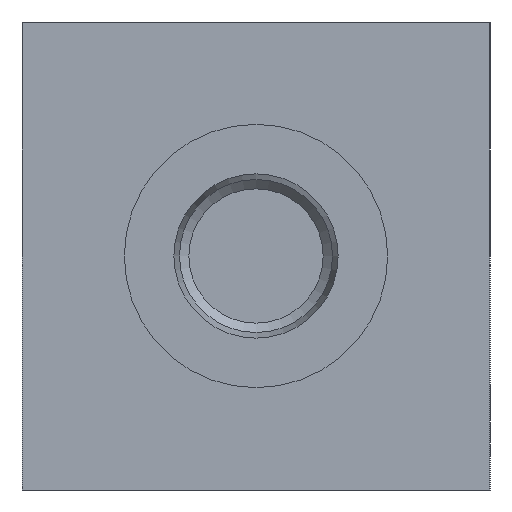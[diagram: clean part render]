
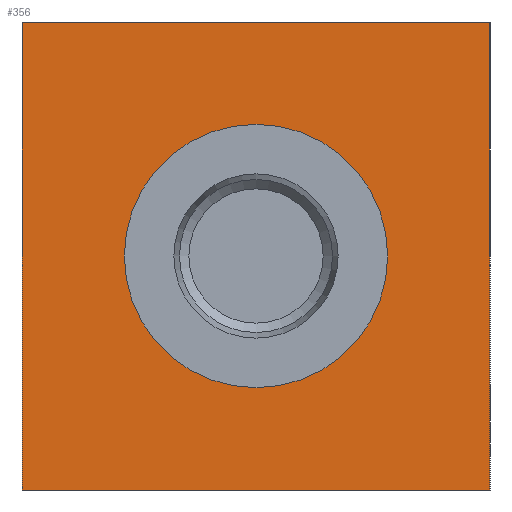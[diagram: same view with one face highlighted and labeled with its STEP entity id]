
A CAD part, left-side view. The second image highlights one B-rep face of the part: STEP entity #356.
In plain terms, the highlighted planar face has unit normal (-1, 0, 0).
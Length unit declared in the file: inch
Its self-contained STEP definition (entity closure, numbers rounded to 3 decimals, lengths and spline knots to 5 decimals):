
#356 = ADVANCED_FACE( '', ( #790, #791 ), #792, .F. );
#790 = FACE_BOUND( '', #1331, .T. );
#791 = FACE_OUTER_BOUND( '', #1332, .T. );
#792 = PLANE( '', #1333 );
#1331 = EDGE_LOOP( '', ( #2316 ) );
#1332 = EDGE_LOOP( '', ( #2317, #2318, #2319, #2320 ) );
#1333 = AXIS2_PLACEMENT_3D( '', #2321, #2322, #2323 );
#2316 = ORIENTED_EDGE( '', *, *, #3313, .T. );
#2317 = ORIENTED_EDGE( '', *, *, #3314, .F. );
#2318 = ORIENTED_EDGE( '', *, *, #3315, .F. );
#2319 = ORIENTED_EDGE( '', *, *, #3316, .F. );
#2320 = ORIENTED_EDGE( '', *, *, #3317, .F. );
#2321 = CARTESIAN_POINT( '', ( 0., 0., 0. ) );
#2322 = DIRECTION( '', ( 1., 0., 0. ) );
#2323 = DIRECTION( '', ( 0., 0., -1. ) );
#3313 = EDGE_CURVE( '', #4049, #4049, #4050, .T. );
#3314 = EDGE_CURVE( '', #4051, #4052, #4053, .T. );
#3315 = EDGE_CURVE( '', #4054, #4051, #4055, .T. );
#3316 = EDGE_CURVE( '', #4056, #4054, #4057, .T. );
#3317 = EDGE_CURVE( '', #4052, #4056, #4058, .T. );
#4049 = VERTEX_POINT( '', #5025 );
#4050 = CIRCLE( '', #5026, 0.4925 );
#4051 = VERTEX_POINT( '', #5027 );
#4052 = VERTEX_POINT( '', #5028 );
#4053 = LINE( '', #5029, #5030 );
#4054 = VERTEX_POINT( '', #5031 );
#4055 = LINE( '', #5032, #5033 );
#4056 = VERTEX_POINT( '', #5034 );
#4057 = LINE( '', #5035, #5036 );
#4058 = LINE( '', #5037, #5038 );
#5025 = CARTESIAN_POINT( '', ( 0., 0.875, 0.3825 ) );
#5026 = AXIS2_PLACEMENT_3D( '', #5701, #5702, #5703 );
#5027 = CARTESIAN_POINT( '', ( 0., 1.75, 0. ) );
#5028 = CARTESIAN_POINT( '', ( 0., 1.75, 1.75 ) );
#5029 = CARTESIAN_POINT( '', ( 0., 1.75, 0. ) );
#5030 = VECTOR( '', #5704, 39.37008 );
#5031 = CARTESIAN_POINT( '', ( 0., 0., 0. ) );
#5032 = CARTESIAN_POINT( '', ( 0., 0., 0. ) );
#5033 = VECTOR( '', #5705, 39.37008 );
#5034 = CARTESIAN_POINT( '', ( 0., 0., 1.75 ) );
#5035 = CARTESIAN_POINT( '', ( 0., 0., 1.75 ) );
#5036 = VECTOR( '', #5706, 39.37008 );
#5037 = CARTESIAN_POINT( '', ( 0., 1.75, 1.75 ) );
#5038 = VECTOR( '', #5707, 39.37008 );
#5701 = CARTESIAN_POINT( '', ( 0., 0.875, 0.875 ) );
#5702 = DIRECTION( '', ( 1., 0., 0. ) );
#5703 = DIRECTION( '', ( 0., 0., -1. ) );
#5704 = DIRECTION( '', ( 0., 0., 1. ) );
#5705 = DIRECTION( '', ( 0., 1., 0. ) );
#5706 = DIRECTION( '', ( 0., 0., -1. ) );
#5707 = DIRECTION( '', ( 0., -1., 0. ) );
